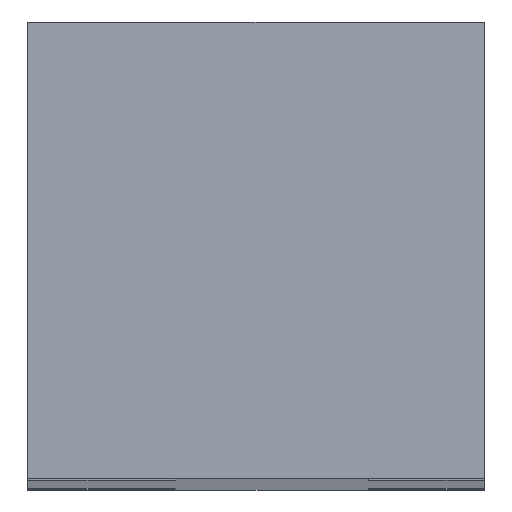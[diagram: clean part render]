
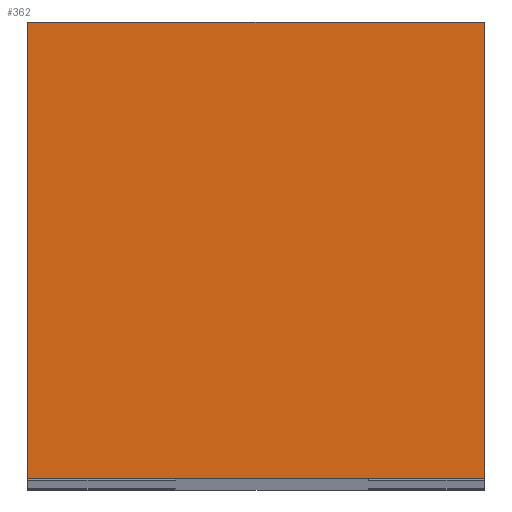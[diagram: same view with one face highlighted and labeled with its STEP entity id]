
A CAD part, top view. The second image highlights one B-rep face of the part: STEP entity #362.
In plain terms, the highlighted planar face has unit normal (0, 0, 1).
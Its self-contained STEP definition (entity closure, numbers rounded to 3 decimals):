
#19 = ORIENTED_EDGE ( 'NONE', *, *, #799, .F. ) ;
#27 = ORIENTED_EDGE ( 'NONE', *, *, #816, .F. ) ;
#38 = ORIENTED_EDGE ( 'NONE', *, *, #805, .F. ) ;
#72 = ORIENTED_EDGE ( 'NONE', *, *, #826, .F. ) ;
#138 = EDGE_LOOP ( 'NONE', ( #27, #38, #19, #72 ) ) ;
#190 = FACE_OUTER_BOUND ( 'NONE', #138, .T. ) ;
#205 = LINE ( 'NONE', #639, #206 ) ;
#206 = VECTOR ( 'NONE', #641, 1000. ) ;
#211 = LINE ( 'NONE', #690, #222 ) ;
#212 = LINE ( 'NONE', #713, #304 ) ;
#222 = VECTOR ( 'NONE', #689, 1000. ) ;
#266 = LINE ( 'NONE', #729, #294 ) ;
#294 = VECTOR ( 'NONE', #724, 1000. ) ;
#304 = VECTOR ( 'NONE', #716, 1000. ) ;
#362 = ADVANCED_FACE ( 'NONE', ( #190 ), #504, .T. ) ;
#391 = AXIS2_PLACEMENT_3D ( 'NONE', #558, #528, #547 ) ;
#466 = VERTEX_POINT ( 'NONE', #582 ) ;
#490 = VERTEX_POINT ( 'NONE', #646 ) ;
#492 = VERTEX_POINT ( 'NONE', #652 ) ;
#504 = PLANE ( 'NONE',  #391 ) ;
#512 = VERTEX_POINT ( 'NONE', #651 ) ;
#528 = DIRECTION ( 'NONE',  ( 0., 0., 1. ) ) ;
#547 = DIRECTION ( 'NONE',  ( 1., 0., 0. ) ) ;
#558 = CARTESIAN_POINT ( 'NONE',  ( -5.913, -7.236, 85. ) ) ;
#582 = CARTESIAN_POINT ( 'NONE',  ( 0., 11.825, 85. ) ) ;
#639 = CARTESIAN_POINT ( 'NONE',  ( 0., 11.825, 85. ) ) ;
#641 = DIRECTION ( 'NONE',  ( 0., -1., 0. ) ) ;
#646 = CARTESIAN_POINT ( 'NONE',  ( 0., 0., 85. ) ) ;
#651 = CARTESIAN_POINT ( 'NONE',  ( -11.825, 0., 85. ) ) ;
#652 = CARTESIAN_POINT ( 'NONE',  ( -11.825, 11.825, 85. ) ) ;
#689 = DIRECTION ( 'NONE',  ( -1., 0., 0. ) ) ;
#690 = CARTESIAN_POINT ( 'NONE',  ( -5.913, 0., 85. ) ) ;
#713 = CARTESIAN_POINT ( 'NONE',  ( 0., 11.825, 85. ) ) ;
#716 = DIRECTION ( 'NONE',  ( 1., 0., 0. ) ) ;
#724 = DIRECTION ( 'NONE',  ( 0., 1., 0. ) ) ;
#729 = CARTESIAN_POINT ( 'NONE',  ( -11.825, -7.236, 85. ) ) ;
#799 = EDGE_CURVE ( 'NONE', #466, #490, #205, .T. ) ;
#805 = EDGE_CURVE ( 'NONE', #490, #512, #211, .T. ) ;
#816 = EDGE_CURVE ( 'NONE', #512, #492, #266, .T. ) ;
#826 = EDGE_CURVE ( 'NONE', #492, #466, #212, .T. ) ;
